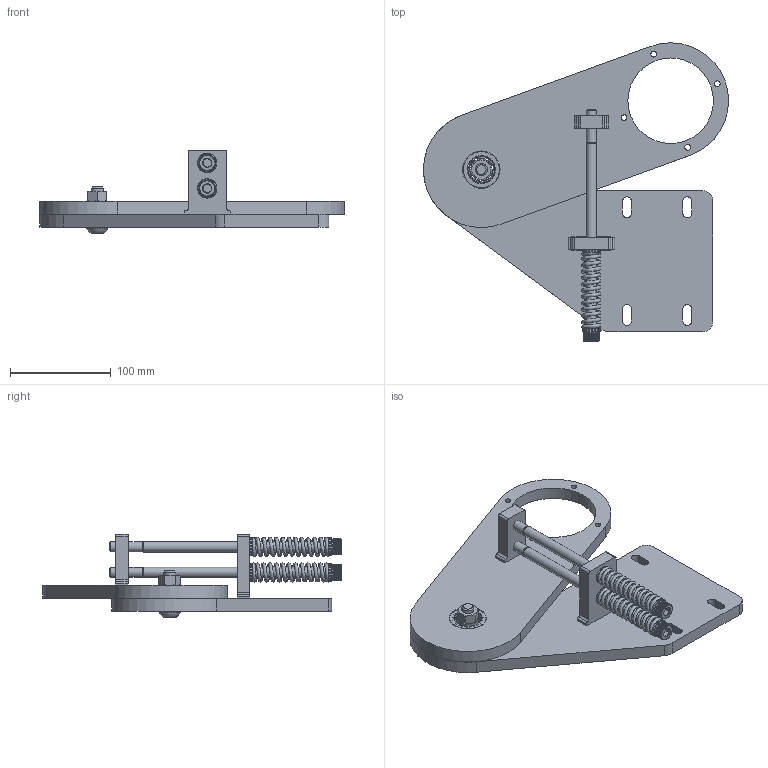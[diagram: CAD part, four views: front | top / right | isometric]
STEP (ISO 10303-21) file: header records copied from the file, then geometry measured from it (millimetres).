
FILE_DESCRIPTION(/* description */ (''),/* implementation_level */ '2;1');
FILE_NAME(/* name */ 'Pinion mount.step',/* time_stamp */ '2024-06-21T06:19:42-04:00',/* author */ (''),/* organization */ (''),/* preprocessor_version */ 'ST-DEVELOPER v20',/* originating_system */ 'Autodesk Translation Framework v13.14.0.145',/* authorisation */ '');
FILE_SCHEMA (('AUTOMOTIVE_DESIGN { 1 0 10303 214 3 1 1 }'));
Length unit declared in the file: millimetre
Products named in the file (7): Rack and pinion mount; 5972K318_Ball Bearing; 90593A009_NO THREADS_Black-Oxide Steel Hex Nut; 91290A160_NO THREADS_Alloy Steel Socket Head Screw; 9657K438_Compression Spring; 98687A138_General Purpose Steel Washer; 91239A620_NO THREADS
Assembly tree (12 placements, depth 2):
  Rack and pinion mount
    5972K318_Ball Bearing  x2
    90593A009_NO THREADS_Black-Oxide Steel Hex Nut
    98687A138_General Purpose Steel Washer  x4
    9657K438_Compression Spring  x2
    91290A160_NO THREADS_Alloy Steel Socket Head Screw  x2
    91239A620_NO THREADS
Bounding box: 302.94 x 296.21 x 83.05 mm (x, y, z)
Volume: 896532.8 mm3; surface area: 220945.6 mm2
Topology: 35 solids, 35 shells, 1441 faces, 4021 edges, 2661 vertices
Faces by surface type: plane 526, cylinder 453, torus 374, cone 47, sphere 29, bspline 12
Full cylindrical faces by diameter (mm): 5.7 x4, 8.526 x2, 10 x2, 10.325 x2, 10.5 x4, 12 x5, 14 x2, 15.5 x2, 18 x4, 21 x1, 21.423 x5, 27.577 x4, 28.009 x4, 30.718 x4, 37 x2, 37.1 x2, 85 x1
Entity records: 35201 total; most frequent: CARTESIAN_POINT 15201, ORIENTED_EDGE 4294, DIRECTION 4115, EDGE_CURVE 2147, AXIS2_PLACEMENT_3D 1785, VERTEX_POINT 1428, EDGE_LOOP 875, FACE_OUTER_BOUND 780
